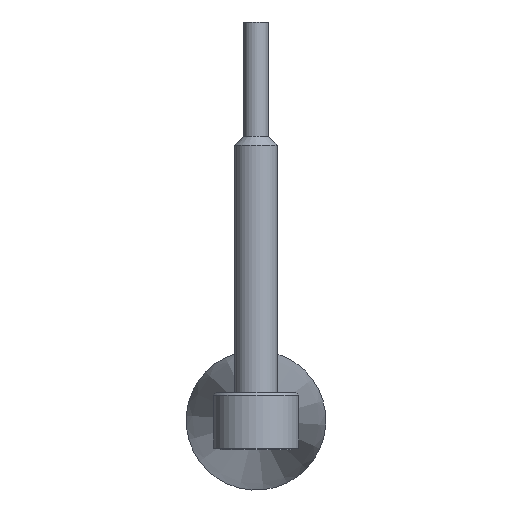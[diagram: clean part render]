
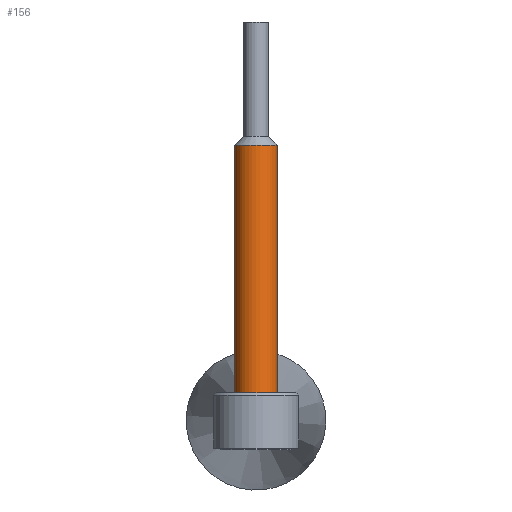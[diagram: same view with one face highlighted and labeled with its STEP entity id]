
A CAD part, left-side view. The second image highlights one B-rep face of the part: STEP entity #156.
In plain terms, the highlighted cylindrical face has radius 1.5 mm (diameter 3 mm), a full revolution.
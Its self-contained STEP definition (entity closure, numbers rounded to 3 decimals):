
#156 = ADVANCED_FACE( '', ( #338, #339 ), #340, .T. );
#338 = FACE_OUTER_BOUND( '', #526, .T. );
#339 = FACE_OUTER_BOUND( '', #527, .T. );
#340 = CYLINDRICAL_SURFACE( '', #528, 1.5 );
#526 = EDGE_LOOP( '', ( #861 ) );
#527 = EDGE_LOOP( '', ( #862 ) );
#528 = AXIS2_PLACEMENT_3D( '', #863, #864, #865 );
#861 = ORIENTED_EDGE( '', *, *, #1031, .T. );
#862 = ORIENTED_EDGE( '', *, *, #953, .F. );
#863 = CARTESIAN_POINT( '', ( 0., 0., 205.957 ) );
#864 = DIRECTION( '', ( 0., 0., 1. ) );
#865 = DIRECTION( '', ( -1., 0., 0. ) );
#953 = EDGE_CURVE( '', #1104, #1104, #1105, .T. );
#1031 = EDGE_CURVE( '', #1220, #1220, #1221, .T. );
#1104 = VERTEX_POINT( '', #1310 );
#1105 = CIRCLE( '', #1311, 1.5 );
#1220 = VERTEX_POINT( '', #1465 );
#1221 = CIRCLE( '', #1466, 1.5 );
#1310 = CARTESIAN_POINT( '', ( 1.5, 0., 21.35 ) );
#1311 = AXIS2_PLACEMENT_3D( '', #1534, #1535, #1536 );
#1465 = CARTESIAN_POINT( '', ( 1.5, 0., 4. ) );
#1466 = AXIS2_PLACEMENT_3D( '', #1635, #1636, #1637 );
#1534 = CARTESIAN_POINT( '', ( 0., 0., 21.35 ) );
#1535 = DIRECTION( '', ( 0., 0., 1. ) );
#1536 = DIRECTION( '', ( 1., 0., 0. ) );
#1635 = CARTESIAN_POINT( '', ( 0., 0., 4. ) );
#1636 = DIRECTION( '', ( 0., 0., 1. ) );
#1637 = DIRECTION( '', ( 1., 0., 0. ) );
